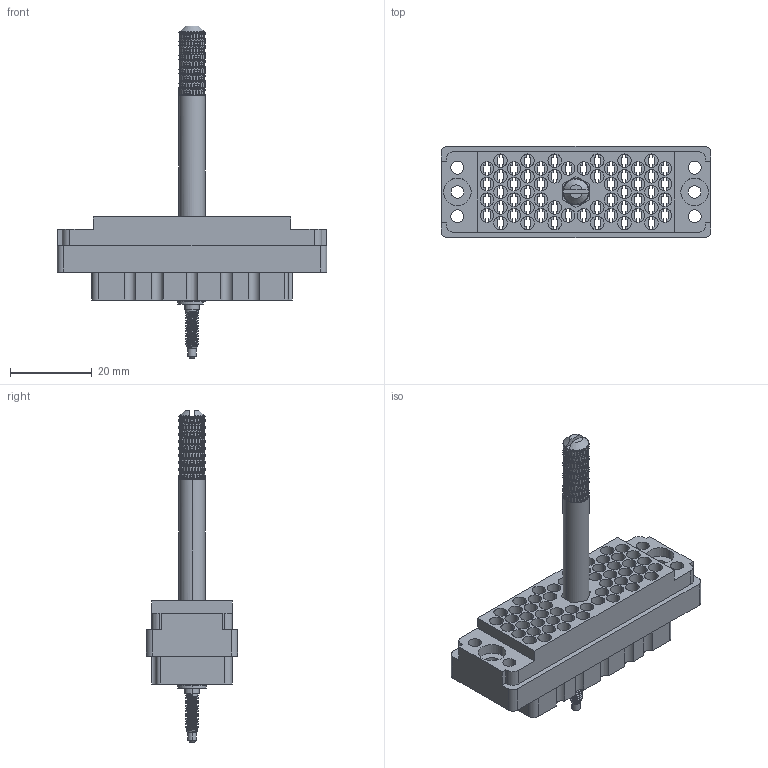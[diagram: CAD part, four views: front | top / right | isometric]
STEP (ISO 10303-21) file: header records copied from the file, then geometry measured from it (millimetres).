
FILE_DESCRIPTION (( 'STEP AP203' ), '1' );
FILE_NAME ('516-056-000-605.STEP', '2020-03-05T20:30:07', ( '' ), ( '' ), 'SwSTEP 2.0', 'SolidWorks 2016', '' );
FILE_SCHEMA (( 'CONFIG_CONTROL_DESIGN' ));
Length unit declared in the file: inch
Products named in the file (7): Actuating Screw Assy 038-056; 516-251-035-100; 516-250-038-111; 516-253-138-107; 516-056-000-605; 516 Part Receptacle_056; 516-253-035-100
Assembly tree (7 placements, depth 3):
  516-056-000-605
    516 Part Receptacle_056
    Actuating Screw Assy 038-056
      516-251-035-100
      516-253-035-100  x2
      516-253-138-107
      516-250-038-111
Bounding box: 65.84 x 22.25 x 81.03 mm (x, y, z)
Volume: 16022.1 mm3; surface area: 21760.7 mm2
Topology: 6 solids, 6 shells, 2666 faces, 6740 edges, 4106 vertices
Faces by surface type: bspline 1006, plane 969, cylinder 671, cone 20
Entity records: 109530 total; most frequent: CARTESIAN_POINT 55660, ORIENTED_EDGE 13456, DIRECTION 8549, EDGE_CURVE 6728, VERTEX_POINT 4098, LINE 2891, VECTOR 2891, AXIS2_PLACEMENT_3D 2829
